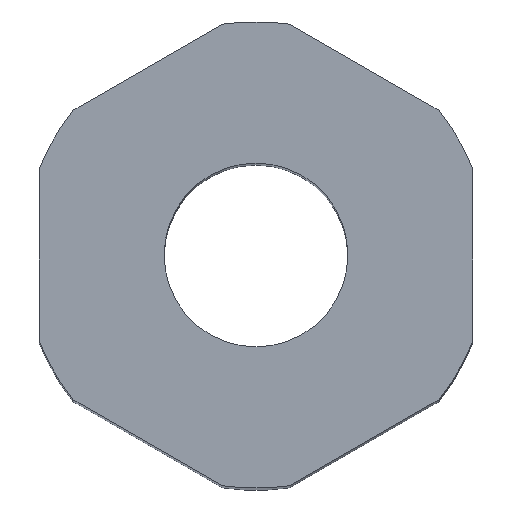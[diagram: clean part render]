
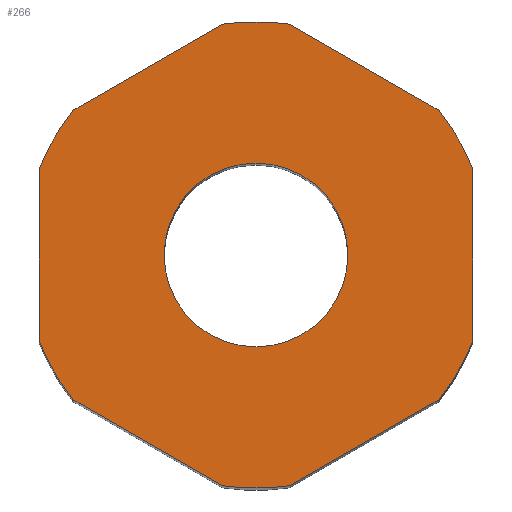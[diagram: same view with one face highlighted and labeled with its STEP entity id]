
A CAD part, top view. The second image highlights one B-rep face of the part: STEP entity #266.
In plain terms, the highlighted planar face has unit normal (0, 0, 1).
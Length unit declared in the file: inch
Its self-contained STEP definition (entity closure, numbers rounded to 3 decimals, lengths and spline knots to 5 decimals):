
#12 = DIRECTION ( 'NONE',  ( 1., 0., 0. ) ) ;
#15 = ORIENTED_EDGE ( 'NONE', *, *, #538, .F. ) ;
#19 = VERTEX_POINT ( 'NONE', #311 ) ;
#22 = CARTESIAN_POINT ( 'NONE',  ( -0.1875, 0., 0.5 ) ) ;
#24 = CIRCLE ( 'NONE', #129, 0.0795 ) ;
#30 = DIRECTION ( 'NONE',  ( 0., 0., 1. ) ) ;
#32 = EDGE_CURVE ( 'NONE', #39, #156, #36, .T. ) ;
#36 = LINE ( 'NONE', #541, #550 ) ;
#37 = CARTESIAN_POINT ( 'NONE',  ( -0.09375, -0.16238, 0.5 ) ) ;
#39 = VERTEX_POINT ( 'NONE', #357 ) ;
#41 = VERTEX_POINT ( 'NONE', #88 ) ;
#48 = ORIENTED_EDGE ( 'NONE', *, *, #330, .T. ) ;
#58 = PLANE ( 'NONE',  #201 ) ;
#61 = EDGE_CURVE ( 'NONE', #156, #41, #291, .T. ) ;
#65 = CARTESIAN_POINT ( 'NONE',  ( 0., 0., 0.5 ) ) ;
#67 = DIRECTION ( 'NONE',  ( 1., 0., 0. ) ) ;
#75 = DIRECTION ( 'NONE',  ( 0., 0., 1. ) ) ;
#76 = VERTEX_POINT ( 'NONE', #400 ) ;
#86 = VERTEX_POINT ( 'NONE', #164 ) ;
#88 = CARTESIAN_POINT ( 'NONE',  ( 0.1583, 0.12511, 0.5 ) ) ;
#94 = CARTESIAN_POINT ( 'NONE',  ( -0.1875, -0.07454, 0.5 ) ) ;
#101 = CIRCLE ( 'NONE', #434, 0.20177 ) ;
#107 = CARTESIAN_POINT ( 'NONE',  ( -0.0292, 0.19965, 0.5 ) ) ;
#111 = VECTOR ( 'NONE', #402, 39.37008 ) ;
#112 = AXIS2_PLACEMENT_3D ( 'NONE', #304, #399, #582 ) ;
#122 = CIRCLE ( 'NONE', #454, 0.20177 ) ;
#123 = EDGE_CURVE ( 'NONE', #41, #76, #261, .T. ) ;
#129 = AXIS2_PLACEMENT_3D ( 'NONE', #163, #215, #495 ) ;
#130 = LINE ( 'NONE', #37, #214 ) ;
#133 = DIRECTION ( 'NONE',  ( 0.866, -0.5, 0. ) ) ;
#134 = DIRECTION ( 'NONE',  ( 1., 0., 0. ) ) ;
#144 = ORIENTED_EDGE ( 'NONE', *, *, #521, .T. ) ;
#148 = ORIENTED_EDGE ( 'NONE', *, *, #32, .T. ) ;
#151 = ORIENTED_EDGE ( 'NONE', *, *, #348, .T. ) ;
#154 = EDGE_CURVE ( 'NONE', #448, #86, #416, .T. ) ;
#156 = VERTEX_POINT ( 'NONE', #547 ) ;
#161 = DIRECTION ( 'NONE',  ( 0., -1., 0. ) ) ;
#162 = ORIENTED_EDGE ( 'NONE', *, *, #394, .T. ) ;
#163 = CARTESIAN_POINT ( 'NONE',  ( 0., 0., 0.5 ) ) ;
#164 = CARTESIAN_POINT ( 'NONE',  ( 0.0292, -0.19965, 0.5 ) ) ;
#166 = AXIS2_PLACEMENT_3D ( 'NONE', #310, #499, #487 ) ;
#171 = EDGE_CURVE ( 'NONE', #86, #255, #181, .T. ) ;
#173 = ORIENTED_EDGE ( 'NONE', *, *, #154, .T. ) ;
#181 = LINE ( 'NONE', #458, #300 ) ;
#182 = AXIS2_PLACEMENT_3D ( 'NONE', #278, #360, #419 ) ;
#192 = EDGE_LOOP ( 'NONE', ( #15, #221 ) ) ;
#193 = DIRECTION ( 'NONE',  ( 0., 0., 1. ) ) ;
#194 = ORIENTED_EDGE ( 'NONE', *, *, #171, .T. ) ;
#195 = EDGE_CURVE ( 'NONE', #392, #420, #366, .T. ) ;
#196 = CARTESIAN_POINT ( 'NONE',  ( 0., 0., 0.5 ) ) ;
#201 = AXIS2_PLACEMENT_3D ( 'NONE', #237, #422, #12 ) ;
#202 = VERTEX_POINT ( 'NONE', #508 ) ;
#205 = CARTESIAN_POINT ( 'NONE',  ( -0.1583, 0.12511, 0.5 ) ) ;
#214 = VECTOR ( 'NONE', #133, 39.37008 ) ;
#215 = DIRECTION ( 'NONE',  ( 0., 0., 1. ) ) ;
#216 = ORIENTED_EDGE ( 'NONE', *, *, #123, .T. ) ;
#218 = DIRECTION ( 'NONE',  ( 0., 1., 0. ) ) ;
#221 = ORIENTED_EDGE ( 'NONE', *, *, #545, .F. ) ;
#227 = CARTESIAN_POINT ( 'NONE',  ( -0.09375, 0.16238, 0.5 ) ) ;
#237 = CARTESIAN_POINT ( 'NONE',  ( 0., 0., 0.5 ) ) ;
#248 = VERTEX_POINT ( 'NONE', #94 ) ;
#249 = DIRECTION ( 'NONE',  ( 1., 0., 0. ) ) ;
#255 = VERTEX_POINT ( 'NONE', #277 ) ;
#261 = LINE ( 'NONE', #445, #111 ) ;
#263 = CARTESIAN_POINT ( 'NONE',  ( -0.0795, 0., 0.5 ) ) ;
#266 = ADVANCED_FACE ( 'NONE', ( #511, #467 ), #58, .T. ) ;
#272 = AXIS2_PLACEMENT_3D ( 'NONE', #405, #500, #134 ) ;
#277 = CARTESIAN_POINT ( 'NONE',  ( 0.1583, -0.12511, 0.5 ) ) ;
#278 = CARTESIAN_POINT ( 'NONE',  ( 0., 0., 0.5 ) ) ;
#280 = VECTOR ( 'NONE', #411, 39.37008 ) ;
#281 = CIRCLE ( 'NONE', #112, 0.0795 ) ;
#290 = ORIENTED_EDGE ( 'NONE', *, *, #583, .T. ) ;
#291 = CIRCLE ( 'NONE', #272, 0.20177 ) ;
#292 = CARTESIAN_POINT ( 'NONE',  ( -0.0292, -0.19965, 0.5 ) ) ;
#296 = ORIENTED_EDGE ( 'NONE', *, *, #476, .T. ) ;
#300 = VECTOR ( 'NONE', #415, 39.37008 ) ;
#304 = CARTESIAN_POINT ( 'NONE',  ( 0., 0., 0.5 ) ) ;
#310 = CARTESIAN_POINT ( 'NONE',  ( 0., 0., 0.5 ) ) ;
#311 = CARTESIAN_POINT ( 'NONE',  ( 0.0795, 0., 0.5 ) ) ;
#324 = ORIENTED_EDGE ( 'NONE', *, *, #195, .T. ) ;
#330 = EDGE_CURVE ( 'NONE', #433, #248, #389, .T. ) ;
#334 = EDGE_LOOP ( 'NONE', ( #148, #437, #216, #151, #324, #162, #48, #290, #296, #173, #194, #144 ) ) ;
#348 = EDGE_CURVE ( 'NONE', #76, #392, #101, .T. ) ;
#357 = CARTESIAN_POINT ( 'NONE',  ( 0.1875, -0.07454, 0.5 ) ) ;
#360 = DIRECTION ( 'NONE',  ( 0., 0., 1. ) ) ;
#366 = LINE ( 'NONE', #227, #280 ) ;
#385 = AXIS2_PLACEMENT_3D ( 'NONE', #441, #30, #438 ) ;
#389 = LINE ( 'NONE', #22, #540 ) ;
#392 = VERTEX_POINT ( 'NONE', #107 ) ;
#394 = EDGE_CURVE ( 'NONE', #420, #433, #122, .T. ) ;
#399 = DIRECTION ( 'NONE',  ( 0., 0., 1. ) ) ;
#400 = CARTESIAN_POINT ( 'NONE',  ( 0.0292, 0.19965, 0.5 ) ) ;
#402 = DIRECTION ( 'NONE',  ( -0.866, 0.5, 0. ) ) ;
#405 = CARTESIAN_POINT ( 'NONE',  ( 0., 0., 0.5 ) ) ;
#411 = DIRECTION ( 'NONE',  ( -0.866, -0.5, 0. ) ) ;
#415 = DIRECTION ( 'NONE',  ( 0.866, 0.5, 0. ) ) ;
#416 = CIRCLE ( 'NONE', #182, 0.20177 ) ;
#419 = DIRECTION ( 'NONE',  ( 1., 0., 0. ) ) ;
#420 = VERTEX_POINT ( 'NONE', #205 ) ;
#422 = DIRECTION ( 'NONE',  ( 0., 0., 1. ) ) ;
#424 = CARTESIAN_POINT ( 'NONE',  ( -0.1875, 0.07454, 0.5 ) ) ;
#433 = VERTEX_POINT ( 'NONE', #424 ) ;
#434 = AXIS2_PLACEMENT_3D ( 'NONE', #196, #193, #67 ) ;
#437 = ORIENTED_EDGE ( 'NONE', *, *, #61, .T. ) ;
#438 = DIRECTION ( 'NONE',  ( 1., 0., 0. ) ) ;
#441 = CARTESIAN_POINT ( 'NONE',  ( 0., 0., 0.5 ) ) ;
#445 = CARTESIAN_POINT ( 'NONE',  ( 0.09375, 0.16238, 0.5 ) ) ;
#448 = VERTEX_POINT ( 'NONE', #292 ) ;
#454 = AXIS2_PLACEMENT_3D ( 'NONE', #65, #75, #249 ) ;
#456 = CIRCLE ( 'NONE', #166, 0.20177 ) ;
#458 = CARTESIAN_POINT ( 'NONE',  ( 0.09375, -0.16238, 0.5 ) ) ;
#467 = FACE_OUTER_BOUND ( 'NONE', #334, .T. ) ;
#476 = EDGE_CURVE ( 'NONE', #202, #448, #130, .T. ) ;
#483 = CIRCLE ( 'NONE', #385, 0.20177 ) ;
#486 = VERTEX_POINT ( 'NONE', #263 ) ;
#487 = DIRECTION ( 'NONE',  ( 1., 0., 0. ) ) ;
#495 = DIRECTION ( 'NONE',  ( 1., 0., 0. ) ) ;
#499 = DIRECTION ( 'NONE',  ( 0., 0., 1. ) ) ;
#500 = DIRECTION ( 'NONE',  ( 0., 0., 1. ) ) ;
#508 = CARTESIAN_POINT ( 'NONE',  ( -0.1583, -0.12511, 0.5 ) ) ;
#511 = FACE_BOUND ( 'NONE', #192, .T. ) ;
#521 = EDGE_CURVE ( 'NONE', #255, #39, #456, .T. ) ;
#538 = EDGE_CURVE ( 'NONE', #19, #486, #281, .T. ) ;
#540 = VECTOR ( 'NONE', #161, 39.37008 ) ;
#541 = CARTESIAN_POINT ( 'NONE',  ( 0.1875, 0., 0.5 ) ) ;
#545 = EDGE_CURVE ( 'NONE', #486, #19, #24, .T. ) ;
#547 = CARTESIAN_POINT ( 'NONE',  ( 0.1875, 0.07454, 0.5 ) ) ;
#550 = VECTOR ( 'NONE', #218, 39.37008 ) ;
#582 = DIRECTION ( 'NONE',  ( 1., 0., 0. ) ) ;
#583 = EDGE_CURVE ( 'NONE', #248, #202, #483, .T. ) ;
